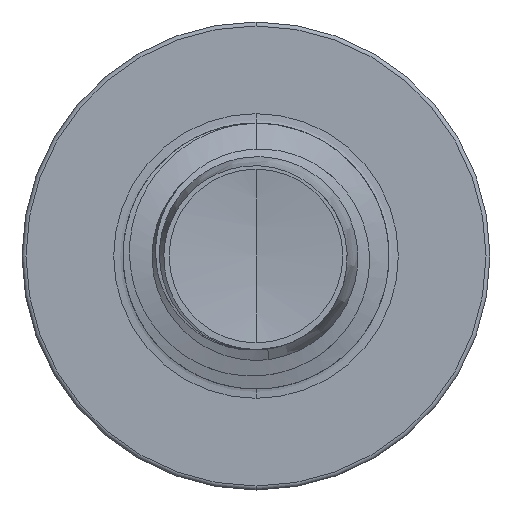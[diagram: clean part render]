
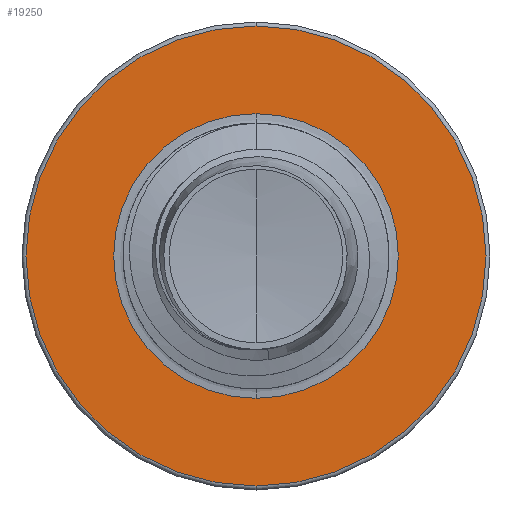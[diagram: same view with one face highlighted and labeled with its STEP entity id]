
A CAD part, front view. The second image highlights one B-rep face of the part: STEP entity #19250.
In plain terms, the highlighted planar face has unit normal (0, -1, 0).
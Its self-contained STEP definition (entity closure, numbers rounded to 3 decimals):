
#1886 = CARTESIAN_POINT ( 'NONE',  ( 0., 8., -2.677 ) ) ;
#2065 = AXIS2_PLACEMENT_3D ( 'NONE', #18761, #18758, #18753 ) ;
#3403 = EDGE_LOOP ( 'NONE', ( #9012, #9402 ) ) ;
#3467 = EDGE_CURVE ( 'NONE', #14859, #11582, #17947, .T. ) ;
#4051 = CARTESIAN_POINT ( 'NONE',  ( 0., 8., 2.677 ) ) ;
#4298 = CARTESIAN_POINT ( 'NONE',  ( 0., 8., -4.325 ) ) ;
#4418 = DIRECTION ( 'NONE',  ( 0., 0., 1. ) ) ;
#6117 = DIRECTION ( 'NONE',  ( 0., 0., 1. ) ) ;
#6127 = DIRECTION ( 'NONE',  ( 0., 1., 0. ) ) ;
#6154 = CARTESIAN_POINT ( 'NONE',  ( 0., 8., 0. ) ) ;
#7467 = DIRECTION ( 'NONE',  ( 0., 0., 1. ) ) ;
#7505 = DIRECTION ( 'NONE',  ( 0., 1., 0. ) ) ;
#7536 = CARTESIAN_POINT ( 'NONE',  ( 0., 8., 0. ) ) ;
#7839 = AXIS2_PLACEMENT_3D ( 'NONE', #7536, #7505, #7467 ) ;
#7960 = EDGE_LOOP ( 'NONE', ( #9917, #10482 ) ) ;
#8480 = CIRCLE ( 'NONE', #12662, 4.325 ) ;
#9012 = ORIENTED_EDGE ( 'NONE', *, *, #18496, .F. ) ;
#9402 = ORIENTED_EDGE ( 'NONE', *, *, #17883, .F. ) ;
#9764 = CARTESIAN_POINT ( 'NONE',  ( 0., 8., 4.325 ) ) ;
#9917 = ORIENTED_EDGE ( 'NONE', *, *, #16028, .T. ) ;
#10482 = ORIENTED_EDGE ( 'NONE', *, *, #3467, .T. ) ;
#11061 = FACE_BOUND ( 'NONE', #7960, .T. ) ;
#11340 = DIRECTION ( 'NONE',  ( 0., 0., 1. ) ) ;
#11449 = DIRECTION ( 'NONE',  ( 0., 1., 0. ) ) ;
#11451 = CARTESIAN_POINT ( 'NONE',  ( 0., 8., 0. ) ) ;
#11582 = VERTEX_POINT ( 'NONE', #4051 ) ;
#11636 = AXIS2_PLACEMENT_3D ( 'NONE', #11451, #11449, #11340 ) ;
#12292 = PLANE ( 'NONE',  #18676 ) ;
#12446 = CARTESIAN_POINT ( 'NONE',  ( 0., 8., -2.677 ) ) ;
#12662 = AXIS2_PLACEMENT_3D ( 'NONE', #6154, #6127, #6117 ) ;
#14859 = VERTEX_POINT ( 'NONE', #12446 ) ;
#15408 = VERTEX_POINT ( 'NONE', #4298 ) ;
#15521 = FACE_OUTER_BOUND ( 'NONE', #3403, .T. ) ;
#16028 = EDGE_CURVE ( 'NONE', #11582, #14859, #18927, .T. ) ;
#16735 = DIRECTION ( 'NONE',  ( 0., 1., 0. ) ) ;
#17011 = VERTEX_POINT ( 'NONE', #9764 ) ;
#17883 = EDGE_CURVE ( 'NONE', #15408, #17011, #18719, .T. ) ;
#17947 = CIRCLE ( 'NONE', #11636, 2.677 ) ;
#18496 = EDGE_CURVE ( 'NONE', #17011, #15408, #8480, .T. ) ;
#18676 = AXIS2_PLACEMENT_3D ( 'NONE', #1886, #16735, #4418 ) ;
#18719 = CIRCLE ( 'NONE', #7839, 4.325 ) ;
#18753 = DIRECTION ( 'NONE',  ( 0., 0., 1. ) ) ;
#18758 = DIRECTION ( 'NONE',  ( 0., 1., 0. ) ) ;
#18761 = CARTESIAN_POINT ( 'NONE',  ( 0., 8., 0. ) ) ;
#18927 = CIRCLE ( 'NONE', #2065, 2.677 ) ;
#19250 = ADVANCED_FACE ( 'NONE', ( #15521, #11061 ), #12292, .F. ) ;
